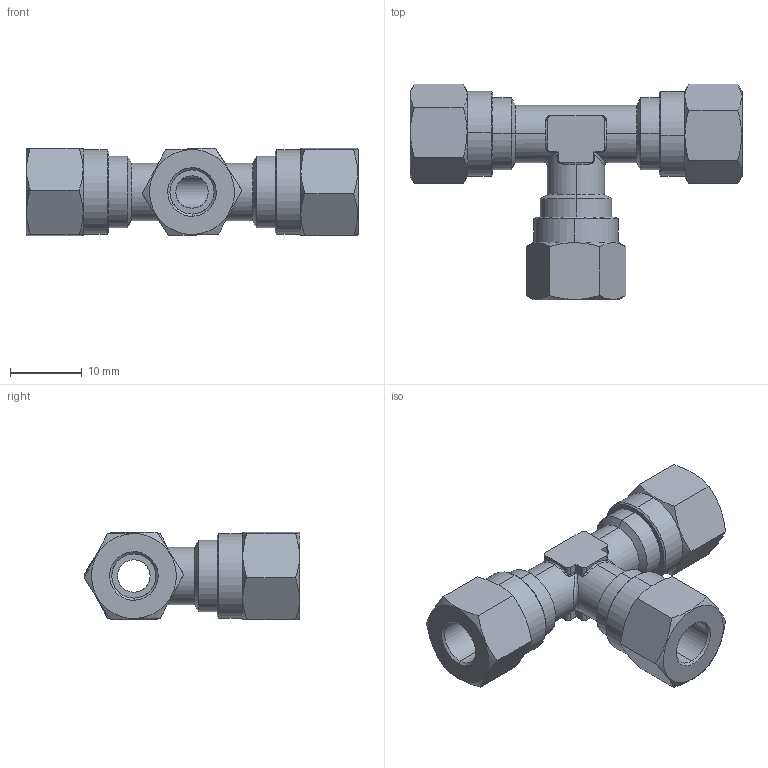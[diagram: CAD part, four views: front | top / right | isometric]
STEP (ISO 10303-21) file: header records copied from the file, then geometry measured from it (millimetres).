
FILE_DESCRIPTION (( 'STEP AP203' ), '1' );
FILE_NAME ('03080030.STEP', '2011-10-31T15:26:19', ( '' ), ( 'sopra-pneumatic' ), 'SwSTEP 2.0', 'SolidWorks 2011', '' );
FILE_SCHEMA (( 'CONFIG_CONTROL_DESIGN' ));
Length unit declared in the file: millimetre
Products named in the file (1): 03080030
Bounding box: 46.18 x 30.01 x 12.24 mm (x, y, z)
Volume: 4376.8 mm3; surface area: 3829.1 mm2
Topology: 1 solids, 1 shells, 145 faces, 358 edges, 220 vertices
Faces by surface type: cylinder 50, plane 45, cone 30, bspline 14, torus 6
Entity records: 5167 total; most frequent: CARTESIAN_POINT 1798, ORIENTED_EDGE 716, DIRECTION 658, EDGE_CURVE 358, AXIS2_PLACEMENT_3D 258, VERTEX_POINT 220, EDGE_LOOP 154, ADVANCED_FACE 145
